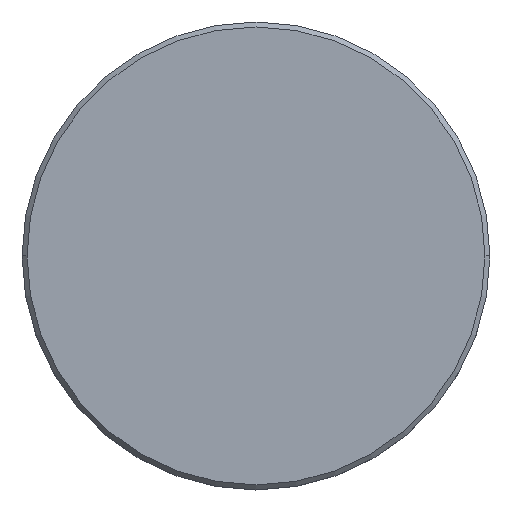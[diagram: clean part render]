
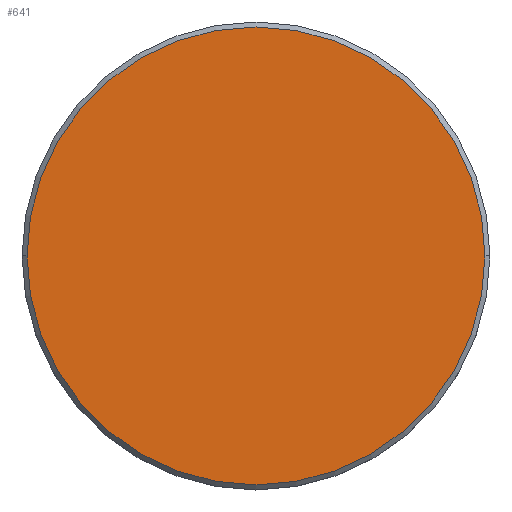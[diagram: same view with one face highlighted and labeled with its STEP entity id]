
A CAD part, top view. The second image highlights one B-rep face of the part: STEP entity #641.
In plain terms, the highlighted planar face has unit normal (0, 0, 1).
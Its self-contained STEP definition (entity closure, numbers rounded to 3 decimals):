
#8 = CARTESIAN_POINT ( 'NONE',  ( 0., 0., 0. ) ) ;
#252 = ORIENTED_EDGE ( 'NONE', *, *, #433, .T. ) ;
#298 = DIRECTION ( 'NONE',  ( 0., 0., 1. ) ) ;
#351 = CARTESIAN_POINT ( 'NONE',  ( 23., 0., 0. ) ) ;
#433 = EDGE_CURVE ( 'NONE', #644, #966, #648, .T. ) ;
#473 = CARTESIAN_POINT ( 'NONE',  ( -23., 0., 0. ) ) ;
#490 = EDGE_LOOP ( 'NONE', ( #252, #1122 ) ) ;
#500 = AXIS2_PLACEMENT_3D ( 'NONE', #8, #298, #1028 ) ;
#615 = DIRECTION ( 'NONE',  ( 0., 0., 1. ) ) ;
#641 = ADVANCED_FACE ( 'NONE', ( #756 ), #1098, .T. ) ;
#643 = DIRECTION ( 'NONE',  ( 0., 0., 1. ) ) ;
#644 = VERTEX_POINT ( 'NONE', #473 ) ;
#648 = CIRCLE ( 'NONE', #902, 23. ) ;
#756 = FACE_OUTER_BOUND ( 'NONE', #490, .T. ) ;
#824 = CARTESIAN_POINT ( 'NONE',  ( 0., 0., 0. ) ) ;
#844 = CIRCLE ( 'NONE', #1095, 23. ) ;
#873 = DIRECTION ( 'NONE',  ( 1., 0., 0. ) ) ;
#902 = AXIS2_PLACEMENT_3D ( 'NONE', #957, #615, #873 ) ;
#957 = CARTESIAN_POINT ( 'NONE',  ( 0., 0., 0. ) ) ;
#966 = VERTEX_POINT ( 'NONE', #351 ) ;
#1028 = DIRECTION ( 'NONE',  ( 1., 0., 0. ) ) ;
#1029 = EDGE_CURVE ( 'NONE', #966, #644, #844, .T. ) ;
#1095 = AXIS2_PLACEMENT_3D ( 'NONE', #824, #643, #1101 ) ;
#1098 = PLANE ( 'NONE',  #500 ) ;
#1101 = DIRECTION ( 'NONE',  ( 1., 0., 0. ) ) ;
#1122 = ORIENTED_EDGE ( 'NONE', *, *, #1029, .T. ) ;
